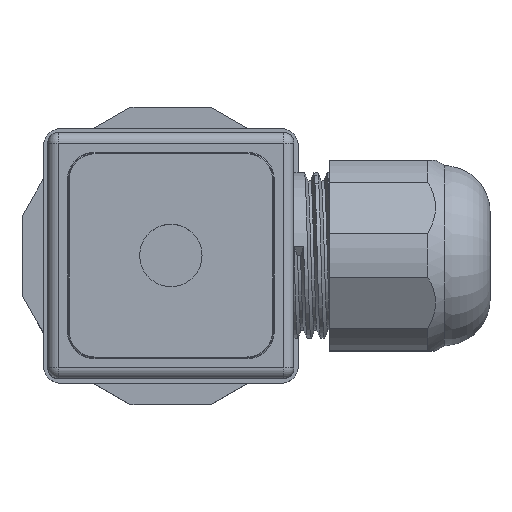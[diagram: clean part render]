
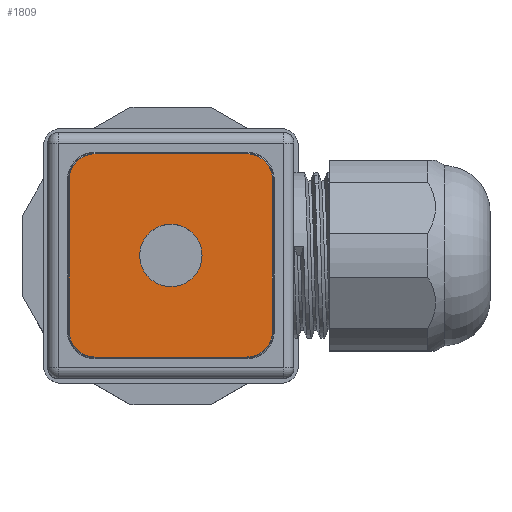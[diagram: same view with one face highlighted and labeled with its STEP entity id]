
A CAD part, top view. The second image highlights one B-rep face of the part: STEP entity #1809.
In plain terms, the highlighted planar face has unit normal (0, 0, 1).
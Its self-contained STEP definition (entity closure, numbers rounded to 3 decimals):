
#1809=ADVANCED_FACE('',(#5027,#5029),#5031,.T.);
#5027=FACE_BOUND('',#5028,.T.);
#5028=EDGE_LOOP('',(#10308,#10309,#10310,#10311,#10312,#10313,#10314,#10315));
#5029=FACE_BOUND('',#5030,.T.);
#5030=EDGE_LOOP('',(#10316));
#5031=PLANE('',#5032);
#5032=AXIS2_PLACEMENT_3D('',#5033,#5034,#5035);
#5033=CARTESIAN_POINT('',(0.,0.,31.));
#5034=DIRECTION('',(0.,0.,1.));
#5035=DIRECTION('',(1.,0.,0.));
#10308=ORIENTED_EDGE('',*,*,#11507,.T.);
#10309=ORIENTED_EDGE('',*,*,#11508,.F.);
#10310=ORIENTED_EDGE('',*,*,#11509,.T.);
#10311=ORIENTED_EDGE('',*,*,#11510,.F.);
#10312=ORIENTED_EDGE('',*,*,#11511,.T.);
#10313=ORIENTED_EDGE('',*,*,#11512,.F.);
#10314=ORIENTED_EDGE('',*,*,#11513,.T.);
#10315=ORIENTED_EDGE('',*,*,#11514,.F.);
#10316=ORIENTED_EDGE('',*,*,#11515,.T.);
#11507=EDGE_CURVE('',#12424,#12425,#12426,.T.);
#11508=EDGE_CURVE('',#12427,#12425,#12428,.F.);
#11509=EDGE_CURVE('',#12427,#12429,#12430,.T.);
#11510=EDGE_CURVE('',#12431,#12429,#12432,.F.);
#11511=EDGE_CURVE('',#12431,#12433,#12434,.T.);
#11512=EDGE_CURVE('',#12435,#12433,#12436,.F.);
#11513=EDGE_CURVE('',#12435,#12437,#12438,.T.);
#11514=EDGE_CURVE('',#12424,#12437,#12439,.F.);
#11515=EDGE_CURVE('',#12440,#12440,#12441,.F.);
#12424=VERTEX_POINT('',#14299);
#12425=VERTEX_POINT('',#14300);
#12426=LINE('',#14301,#14302);
#12427=VERTEX_POINT('',#14304);
#12428=CIRCLE('',#14305,2.9);
#12429=VERTEX_POINT('',#14309);
#12430=LINE('',#14310,#14311);
#12431=VERTEX_POINT('',#14313);
#12432=CIRCLE('',#14314,2.9);
#12433=VERTEX_POINT('',#14318);
#12434=LINE('',#14319,#14320);
#12435=VERTEX_POINT('',#14322);
#12436=CIRCLE('',#14323,2.9);
#12437=VERTEX_POINT('',#14327);
#12438=LINE('',#14328,#14329);
#12439=CIRCLE('',#14331,2.9);
#12440=VERTEX_POINT('',#14335);
#12441=CIRCLE('',#14336,3.5);
#14299=CARTESIAN_POINT('',(-8.5,-11.4,31.));
#14300=CARTESIAN_POINT('',(8.5,-11.4,31.));
#14301=CARTESIAN_POINT('',(-8.5,-11.4,31.));
#14302=VECTOR('',#14303,1.);
#14303=DIRECTION('',(1.,0.,0.));
#14304=CARTESIAN_POINT('',(11.4,-8.5,31.));
#14305=AXIS2_PLACEMENT_3D('',#14306,#14307,#14308);
#14306=CARTESIAN_POINT('',(8.5,-8.5,31.));
#14307=DIRECTION('',(-0.,0.,1.));
#14308=DIRECTION('',(0.,-1.,0.));
#14309=CARTESIAN_POINT('',(11.4,8.5,31.));
#14310=CARTESIAN_POINT('',(11.4,-8.5,31.));
#14311=VECTOR('',#14312,1.);
#14312=DIRECTION('',(0.,1.,0.));
#14313=CARTESIAN_POINT('',(8.5,11.4,31.));
#14314=AXIS2_PLACEMENT_3D('',#14315,#14316,#14317);
#14315=CARTESIAN_POINT('',(8.5,8.5,31.));
#14316=DIRECTION('',(0.,0.,1.));
#14317=DIRECTION('',(1.,0.,0.));
#14318=CARTESIAN_POINT('',(-8.5,11.4,31.));
#14319=CARTESIAN_POINT('',(8.5,11.4,31.));
#14320=VECTOR('',#14321,1.);
#14321=DIRECTION('',(-1.,0.,0.));
#14322=CARTESIAN_POINT('',(-11.4,8.5,31.));
#14323=AXIS2_PLACEMENT_3D('',#14324,#14325,#14326);
#14324=CARTESIAN_POINT('',(-8.5,8.5,31.));
#14325=DIRECTION('',(0.,0.,1.));
#14326=DIRECTION('',(0.,1.,0.));
#14327=CARTESIAN_POINT('',(-11.4,-8.5,31.));
#14328=CARTESIAN_POINT('',(-11.4,8.5,31.));
#14329=VECTOR('',#14330,1.);
#14330=DIRECTION('',(0.,-1.,0.));
#14331=AXIS2_PLACEMENT_3D('',#14332,#14333,#14334);
#14332=CARTESIAN_POINT('',(-8.5,-8.5,31.));
#14333=DIRECTION('',(0.,0.,1.));
#14334=DIRECTION('',(-1.,0.,0.));
#14335=CARTESIAN_POINT('',(3.5,0.,31.));
#14336=AXIS2_PLACEMENT_3D('',#14337,#14338,#14339);
#14337=CARTESIAN_POINT('',(0.,0.,31.));
#14338=DIRECTION('',(0.,0.,1.));
#14339=DIRECTION('',(1.,0.,0.));
